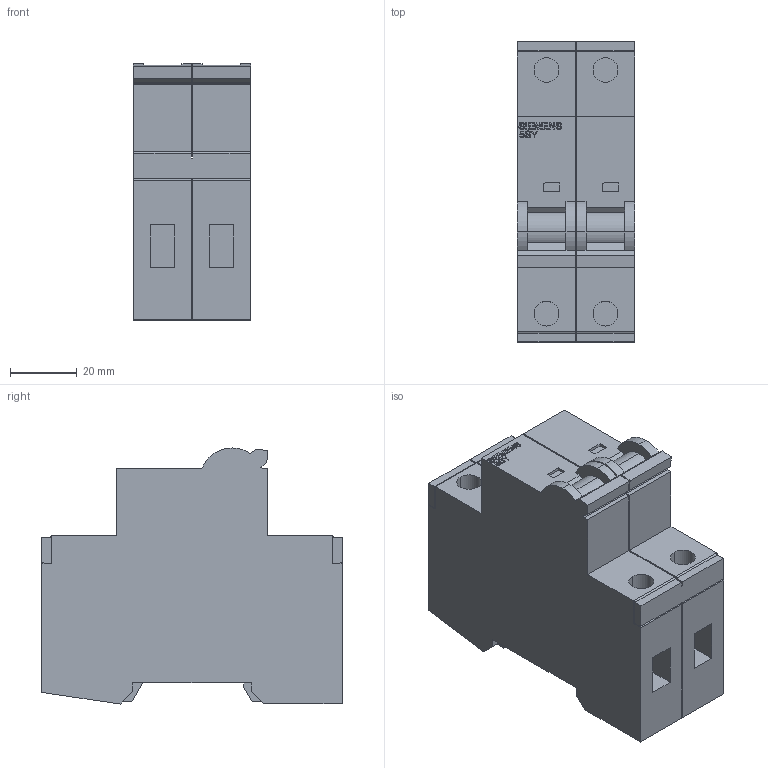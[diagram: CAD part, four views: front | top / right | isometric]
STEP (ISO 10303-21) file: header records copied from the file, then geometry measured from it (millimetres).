
FILE_DESCRIPTION(('HOOPS Exchange Step'),'2;1');
FILE_NAME('export-5A37FFC8-429C-4D21-8325-3D765CE8A6C0.stp','2025-06-28T09:26:21+02:00',('Engineering'),('Alibre'),'HOOPS Exchange 2024.5','Alibre','Unknown authorisation');
FILE_SCHEMA( ('AP242_MANAGED_MODEL_BASED_3D_ENGINEERING_MIM_LF {1 0 10303 442 1 1 4 }') );
Length unit declared in the file: millimetre
Products named in the file (1): 7257 16Amp - D - 1P+N Circuit Breaker Siemens 5SY4516-8
Bounding box: 35.2 x 89.8 x 76.56 mm (x, y, z)
Volume: 175966.8 mm3; surface area: 28826.3 mm2
Topology: 1 solids, 1 shells, 329 faces, 916 edges, 609 vertices
Faces by surface type: plane 248, bspline 49, cylinder 32
Entity records: 15347 total; most frequent: CARTESIAN_POINT 6867, ORIENTED_EDGE 1832, DIRECTION 1454, EDGE_CURVE 916, VECTOR 746, LINE 746, VERTEX_POINT 609, AXIS2_PLACEMENT_3D 354
